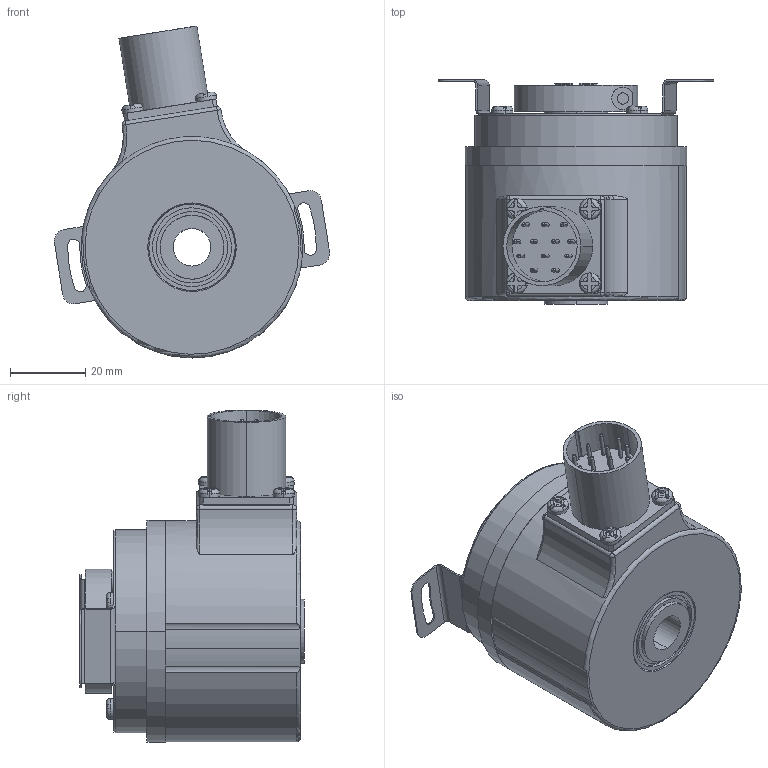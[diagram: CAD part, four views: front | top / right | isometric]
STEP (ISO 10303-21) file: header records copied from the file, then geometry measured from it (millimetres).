
FILE_DESCRIPTION (( 'STEP AP203' ), '1' );
FILE_NAME ('EAM58W10-BS6XTR-4096-8192EU.STEP', '2023-08-22T07:54:13', ( '微软用户' ), ( '微软中国' ), 'SwSTEP 2.0', 'SolidWorks 2011', '' );
FILE_SCHEMA (( 'CONFIG_CONTROL_DESIGN' ));
Length unit declared in the file: millimetre
Products named in the file (12): EAM58W10-BS6XTR-4096-8192EU; M3X8囀鞠褒蹟隊窪伎; E41230174A-0_Default; E41320981A-0_Default; M3X6坋趼攫芛蹟隊; M23 12渀諉脣璃; E41350181A-0_Default; 17X23X3蚐猾; E41890288B-0_Default; 6703_Default; 6903粣創; E41330496A-0_Default
Assembly tree (17 placements, depth 2):
  EAM58W10-BS6XTR-4096-8192EU
    M3X8囀鞠褒蹟隊窪伎
    E41230174A-0_Default
    E41320981A-0_Default
    E41330496A-0_Default
    M3X6坋趼攫芛蹟隊  x7
    6903粣創
    6703_Default
    M23 12渀諉脣璃
    E41350181A-0_Default
    17X23X3蚐猾
    E41890288B-0_Default
Bounding box: 73.38 x 59.8 x 88.43 mm (x, y, z)
Volume: 76526.2 mm3; surface area: 53232.7 mm2
Topology: 17 solids, 17 shells, 676 faces, 1651 edges, 1053 vertices
Faces by surface type: cylinder 312, plane 280, torus 46, cone 34, sphere 4
Entity records: 16394 total; most frequent: CARTESIAN_POINT 2917, DIRECTION 2766, ORIENTED_EDGE 2322, EDGE_CURVE 1161, AXIS2_PLACEMENT_3D 1126, VERTEX_POINT 753, EDGE_LOOP 612, CIRCLE 604
